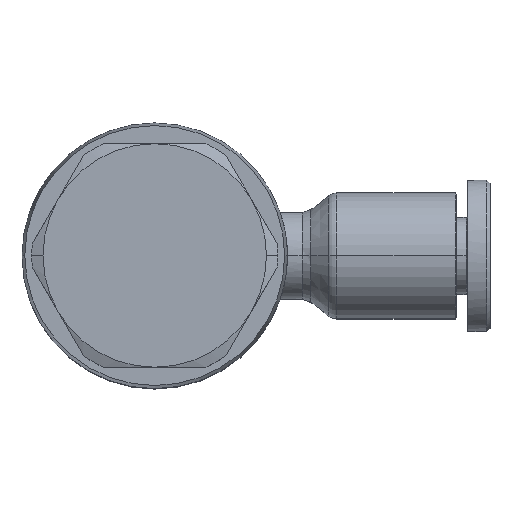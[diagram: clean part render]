
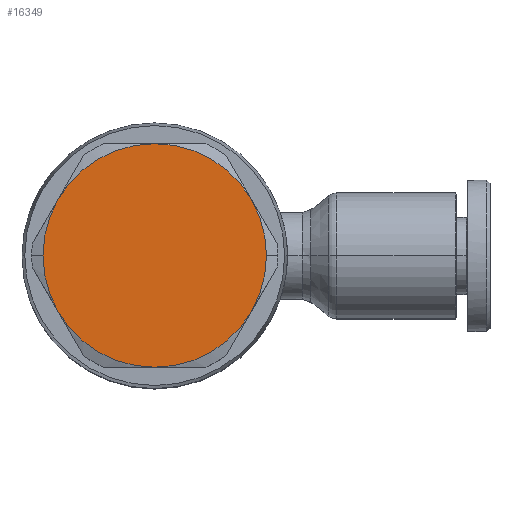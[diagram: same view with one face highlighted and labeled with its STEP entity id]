
A CAD part, top view. The second image highlights one B-rep face of the part: STEP entity #16349.
In plain terms, the highlighted planar face has unit normal (0, 0, 1).
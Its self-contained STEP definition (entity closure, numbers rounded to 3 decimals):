
#1828=CARTESIAN_POINT('',(-6.6,0.,12.));
#1829=VERTEX_POINT('',#1828);
#1837=CARTESIAN_POINT('',(-5.528,-4.,12.));
#1838=VERTEX_POINT('',#1837);
#1852=CARTESIAN_POINT('',(1.4,0.,12.));
#1853=DIRECTION('',(0.0,0.0,1.0));
#1854=DIRECTION('',(1.0,0.0,0.0));
#1855=AXIS2_PLACEMENT_3D('',#1852,#1853,#1854);
#1856=CIRCLE('',#1855,8.);
#1857=EDGE_CURVE('',#1829,#1838,#1856,.T.);
#1867=CARTESIAN_POINT('',(9.4,0.,12.));
#1868=VERTEX_POINT('',#1867);
#1875=CARTESIAN_POINT('',(8.328,-4.,12.));
#1876=VERTEX_POINT('',#1875);
#1877=CARTESIAN_POINT('',(1.4,0.,12.));
#1878=DIRECTION('',(0.0,0.0,1.0));
#1879=DIRECTION('',(1.0,0.0,0.0));
#1880=AXIS2_PLACEMENT_3D('',#1877,#1878,#1879);
#1881=CIRCLE('',#1880,8.);
#1882=EDGE_CURVE('',#1876,#1868,#1881,.T.);
#15743=CARTESIAN_POINT('',(8.328,4.,12.));
#15744=VERTEX_POINT('',#15743);
#15767=CARTESIAN_POINT('',(1.4,8.0,12.));
#15768=VERTEX_POINT('',#15767);
#15782=CARTESIAN_POINT('',(1.4,0.,12.));
#15783=DIRECTION('',(0.0,0.0,1.0));
#15784=DIRECTION('',(1.0,0.0,0.0));
#15785=AXIS2_PLACEMENT_3D('',#15782,#15783,#15784);
#15786=CIRCLE('',#15785,8.);
#15787=EDGE_CURVE('',#15744,#15768,#15786,.T.);
#15820=CARTESIAN_POINT('',(1.4,0.,12.));
#15821=DIRECTION('',(0.0,0.0,1.0));
#15822=DIRECTION('',(1.0,0.0,0.0));
#15823=AXIS2_PLACEMENT_3D('',#15820,#15821,#15822);
#15824=CIRCLE('',#15823,8.);
#15825=EDGE_CURVE('',#1868,#15744,#15824,.T.);
#15837=CARTESIAN_POINT('',(1.4,-8.0,12.));
#15838=VERTEX_POINT('',#15837);
#15874=CARTESIAN_POINT('',(1.4,0.,12.));
#15875=DIRECTION('',(0.0,0.0,1.0));
#15876=DIRECTION('',(1.0,0.0,0.0));
#15877=AXIS2_PLACEMENT_3D('',#15874,#15875,#15876);
#15878=CIRCLE('',#15877,8.);
#15879=EDGE_CURVE('',#15838,#1876,#15878,.T.);
#15904=CARTESIAN_POINT('',(1.4,0.,12.));
#15905=DIRECTION('',(0.0,0.0,1.0));
#15906=DIRECTION('',(1.0,0.0,0.0));
#15907=AXIS2_PLACEMENT_3D('',#15904,#15905,#15906);
#15908=CIRCLE('',#15907,8.);
#15909=EDGE_CURVE('',#1838,#15838,#15908,.T.);
#15942=CARTESIAN_POINT('',(-5.528,4.,12.));
#15943=VERTEX_POINT('',#15942);
#15944=CARTESIAN_POINT('',(1.4,0.,12.));
#15945=DIRECTION('',(0.0,0.0,1.0));
#15946=DIRECTION('',(1.0,0.0,0.0));
#15947=AXIS2_PLACEMENT_3D('',#15944,#15945,#15946);
#15948=CIRCLE('',#15947,8.);
#15949=EDGE_CURVE('',#15943,#1829,#15948,.T.);
#15996=CARTESIAN_POINT('',(1.4,0.,12.));
#15997=DIRECTION('',(0.0,0.0,1.0));
#15998=DIRECTION('',(1.0,0.0,0.0));
#15999=AXIS2_PLACEMENT_3D('',#15996,#15997,#15998);
#16000=CIRCLE('',#15999,8.);
#16001=EDGE_CURVE('',#15768,#15943,#16000,.T.);
#16334=CARTESIAN_POINT('',(6.15,0.,12.));
#16335=DIRECTION('',(0.0,0.0,1.0));
#16336=DIRECTION('',(-1.0,0.0,0.0));
#16337=AXIS2_PLACEMENT_3D('',#16334,#16335,#16336);
#16338=PLANE('',#16337);
#16339=ORIENTED_EDGE('',*,*,#16001,.T.);
#16340=ORIENTED_EDGE('',*,*,#15949,.T.);
#16341=ORIENTED_EDGE('',*,*,#1857,.T.);
#16342=ORIENTED_EDGE('',*,*,#15909,.T.);
#16343=ORIENTED_EDGE('',*,*,#15879,.T.);
#16344=ORIENTED_EDGE('',*,*,#1882,.T.);
#16345=ORIENTED_EDGE('',*,*,#15825,.T.);
#16346=ORIENTED_EDGE('',*,*,#15787,.T.);
#16347=EDGE_LOOP('',(#16339,#16340,#16341,#16342,#16343,#16344,#16345,#16346));
#16348=FACE_OUTER_BOUND('',#16347,.T.);
#16349=ADVANCED_FACE('',(#16348),#16338,.T.);
